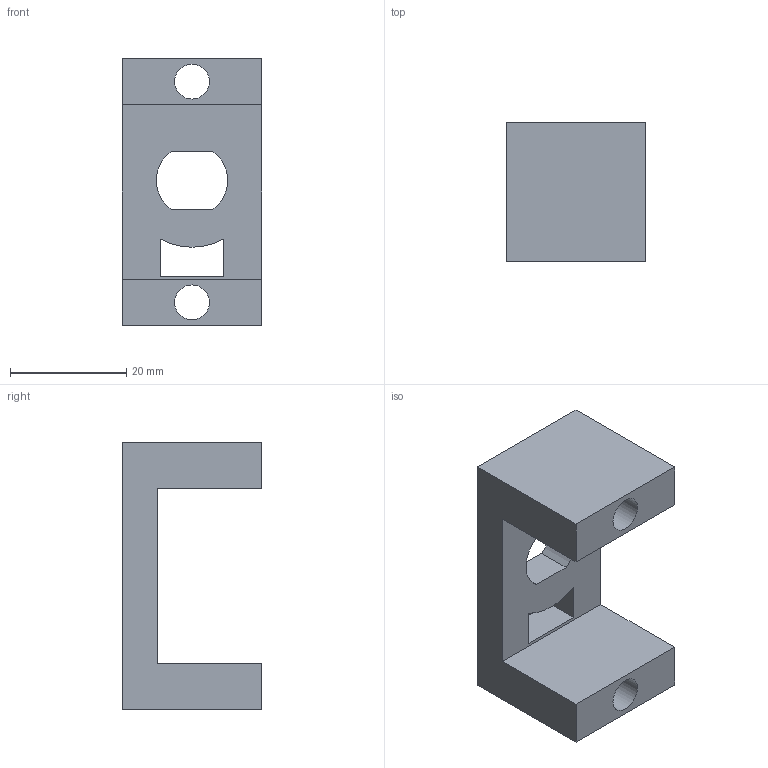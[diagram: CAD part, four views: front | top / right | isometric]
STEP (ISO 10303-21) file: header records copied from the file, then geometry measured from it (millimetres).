
FILE_DESCRIPTION(/* description */ (''),/* implementation_level */ '2;1');
FILE_NAME(/* name */ 'onewheel motor mount v4.step',/* time_stamp */ '2020-03-07T14:30:13-08:00',/* author */ (''),/* organization */ (''),/* preprocessor_version */ 'ST-DEVELOPER v18',/* originating_system */ 'Autodesk Translation Framework v8.12.0.6',/* authorisation */ '');
FILE_SCHEMA (('AUTOMOTIVE_DESIGN { 1 0 10303 214 3 1 1 }'));
Length unit declared in the file: millimetre
Products named in the file (1): onewheel motor mount
Bounding box: 24 x 24 x 46 mm (x, y, z)
Volume: 11173.1 mm3; surface area: 6246.1 mm2
Topology: 1 solids, 1 shells, 20 faces, 56 edges, 38 vertices
Faces by surface type: plane 15, cylinder 5
Full cylindrical faces by diameter (mm): 6 x2
Entity records: 697 total; most frequent: CARTESIAN_POINT 115, ORIENTED_EDGE 112, DIRECTION 110, EDGE_CURVE 56, LINE 44, VECTOR 44, VERTEX_POINT 38, AXIS2_PLACEMENT_3D 33
